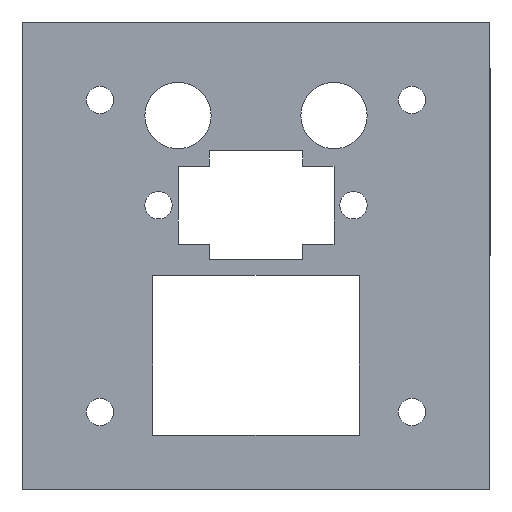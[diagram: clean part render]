
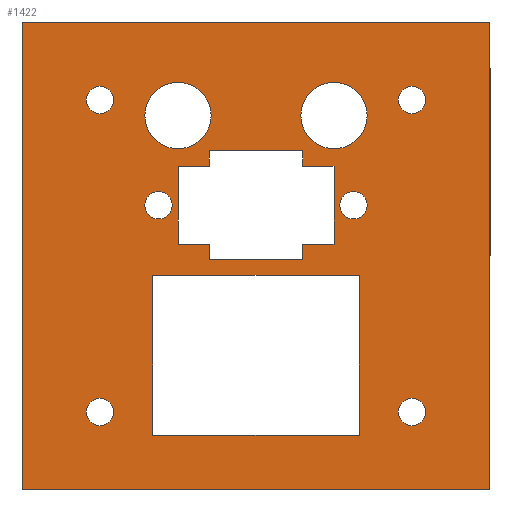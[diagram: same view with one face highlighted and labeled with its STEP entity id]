
A CAD part, front view. The second image highlights one B-rep face of the part: STEP entity #1422.
In plain terms, the highlighted planar face has unit normal (0, -1, 0).
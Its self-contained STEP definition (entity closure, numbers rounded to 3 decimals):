
#44=FACE_BOUND('',#283,.T.);
#45=FACE_BOUND('',#284,.T.);
#46=FACE_BOUND('',#285,.T.);
#47=FACE_BOUND('',#286,.T.);
#48=FACE_BOUND('',#287,.T.);
#49=FACE_BOUND('',#288,.T.);
#50=FACE_BOUND('',#289,.T.);
#51=FACE_BOUND('',#290,.T.);
#52=FACE_BOUND('',#291,.T.);
#53=FACE_BOUND('',#292,.T.);
#113=PLANE('',#1550);
#188=FACE_OUTER_BOUND('',#282,.T.);
#282=EDGE_LOOP('',(#1307,#1308,#1309,#1310));
#283=EDGE_LOOP('',(#1311));
#284=EDGE_LOOP('',(#1312));
#285=EDGE_LOOP('',(#1313));
#286=EDGE_LOOP('',(#1314));
#287=EDGE_LOOP('',(#1315));
#288=EDGE_LOOP('',(#1316));
#289=EDGE_LOOP('',(#1317));
#290=EDGE_LOOP('',(#1318));
#291=EDGE_LOOP('',(#1319,#1320,#1321,#1322,#1323,#1324,#1325,#1326,#1327,
#1328,#1329,#1330));
#292=EDGE_LOOP('',(#1331,#1332,#1333,#1334));
#377=LINE('',#2145,#531);
#381=LINE('',#2153,#535);
#384=LINE('',#2159,#538);
#387=LINE('',#2165,#541);
#390=LINE('',#2171,#544);
#393=LINE('',#2177,#547);
#396=LINE('',#2183,#550);
#399=LINE('',#2189,#553);
#402=LINE('',#2195,#556);
#405=LINE('',#2201,#559);
#408=LINE('',#2207,#562);
#411=LINE('',#2212,#565);
#418=LINE('',#2270,#572);
#421=LINE('',#2275,#575);
#424=LINE('',#2288,#578);
#428=LINE('',#2296,#582);
#431=LINE('',#2302,#585);
#434=LINE('',#2307,#588);
#445=LINE('',#2329,#599);
#446=LINE('',#2331,#600);
#531=VECTOR('',#1775,10.);
#535=VECTOR('',#1781,10.);
#538=VECTOR('',#1786,10.);
#541=VECTOR('',#1791,10.);
#544=VECTOR('',#1796,10.);
#547=VECTOR('',#1801,10.);
#550=VECTOR('',#1806,10.);
#553=VECTOR('',#1811,10.);
#556=VECTOR('',#1816,10.);
#559=VECTOR('',#1821,10.);
#562=VECTOR('',#1826,10.);
#565=VECTOR('',#1831,10.);
#572=VECTOR('',#1856,10.);
#575=VECTOR('',#1861,10.);
#578=VECTOR('',#1872,10.);
#582=VECTOR('',#1878,10.);
#585=VECTOR('',#1883,10.);
#588=VECTOR('',#1888,10.);
#599=VECTOR('',#1911,10.);
#600=VECTOR('',#1914,10.);
#602=CIRCLE('',#1448,1.75);
#604=CIRCLE('',#1451,1.75);
#606=CIRCLE('',#1454,1.75);
#608=CIRCLE('',#1457,1.75);
#610=CIRCLE('',#1460,4.25);
#612=CIRCLE('',#1463,4.25);
#622=CIRCLE('',#1510,1.75);
#624=CIRCLE('',#1513,1.75);
#632=VERTEX_POINT('',#1921);
#634=VERTEX_POINT('',#1927);
#636=VERTEX_POINT('',#1933);
#638=VERTEX_POINT('',#1939);
#640=VERTEX_POINT('',#1945);
#642=VERTEX_POINT('',#1951);
#700=VERTEX_POINT('',#2133);
#702=VERTEX_POINT('',#2139);
#703=VERTEX_POINT('',#2143);
#704=VERTEX_POINT('',#2144);
#707=VERTEX_POINT('',#2152);
#709=VERTEX_POINT('',#2158);
#711=VERTEX_POINT('',#2164);
#713=VERTEX_POINT('',#2170);
#715=VERTEX_POINT('',#2176);
#717=VERTEX_POINT('',#2182);
#719=VERTEX_POINT('',#2188);
#721=VERTEX_POINT('',#2194);
#723=VERTEX_POINT('',#2200);
#725=VERTEX_POINT('',#2206);
#739=VERTEX_POINT('',#2267);
#740=VERTEX_POINT('',#2269);
#741=VERTEX_POINT('',#2273);
#746=VERTEX_POINT('',#2286);
#747=VERTEX_POINT('',#2287);
#750=VERTEX_POINT('',#2295);
#752=VERTEX_POINT('',#2301);
#758=VERTEX_POINT('',#2327);
#761=EDGE_CURVE('',#632,#632,#602,.T.);
#764=EDGE_CURVE('',#634,#634,#604,.T.);
#767=EDGE_CURVE('',#636,#636,#606,.T.);
#770=EDGE_CURVE('',#638,#638,#608,.T.);
#773=EDGE_CURVE('',#640,#640,#610,.T.);
#776=EDGE_CURVE('',#642,#642,#612,.T.);
#863=EDGE_CURVE('',#700,#700,#622,.T.);
#866=EDGE_CURVE('',#702,#702,#624,.T.);
#867=EDGE_CURVE('',#703,#704,#377,.T.);
#871=EDGE_CURVE('',#704,#707,#381,.T.);
#874=EDGE_CURVE('',#707,#709,#384,.T.);
#877=EDGE_CURVE('',#709,#711,#387,.T.);
#880=EDGE_CURVE('',#711,#713,#390,.T.);
#883=EDGE_CURVE('',#713,#715,#393,.T.);
#886=EDGE_CURVE('',#715,#717,#396,.T.);
#889=EDGE_CURVE('',#717,#719,#399,.T.);
#892=EDGE_CURVE('',#719,#721,#402,.T.);
#895=EDGE_CURVE('',#721,#723,#405,.T.);
#898=EDGE_CURVE('',#723,#725,#408,.T.);
#901=EDGE_CURVE('',#725,#703,#411,.T.);
#920=EDGE_CURVE('',#739,#740,#418,.T.);
#923=EDGE_CURVE('',#741,#739,#421,.T.);
#928=EDGE_CURVE('',#746,#747,#424,.T.);
#932=EDGE_CURVE('',#747,#750,#428,.T.);
#935=EDGE_CURVE('',#750,#752,#431,.T.);
#938=EDGE_CURVE('',#752,#746,#434,.T.);
#949=EDGE_CURVE('',#758,#741,#445,.T.);
#950=EDGE_CURVE('',#740,#758,#446,.T.);
#1307=ORIENTED_EDGE('',*,*,#920,.F.);
#1308=ORIENTED_EDGE('',*,*,#923,.F.);
#1309=ORIENTED_EDGE('',*,*,#949,.F.);
#1310=ORIENTED_EDGE('',*,*,#950,.F.);
#1311=ORIENTED_EDGE('',*,*,#761,.T.);
#1312=ORIENTED_EDGE('',*,*,#764,.T.);
#1313=ORIENTED_EDGE('',*,*,#767,.T.);
#1314=ORIENTED_EDGE('',*,*,#770,.T.);
#1315=ORIENTED_EDGE('',*,*,#773,.T.);
#1316=ORIENTED_EDGE('',*,*,#776,.T.);
#1317=ORIENTED_EDGE('',*,*,#863,.T.);
#1318=ORIENTED_EDGE('',*,*,#866,.T.);
#1319=ORIENTED_EDGE('',*,*,#886,.T.);
#1320=ORIENTED_EDGE('',*,*,#889,.T.);
#1321=ORIENTED_EDGE('',*,*,#892,.T.);
#1322=ORIENTED_EDGE('',*,*,#895,.T.);
#1323=ORIENTED_EDGE('',*,*,#898,.T.);
#1324=ORIENTED_EDGE('',*,*,#901,.T.);
#1325=ORIENTED_EDGE('',*,*,#867,.T.);
#1326=ORIENTED_EDGE('',*,*,#871,.T.);
#1327=ORIENTED_EDGE('',*,*,#874,.T.);
#1328=ORIENTED_EDGE('',*,*,#877,.T.);
#1329=ORIENTED_EDGE('',*,*,#880,.T.);
#1330=ORIENTED_EDGE('',*,*,#883,.T.);
#1331=ORIENTED_EDGE('',*,*,#935,.T.);
#1332=ORIENTED_EDGE('',*,*,#938,.T.);
#1333=ORIENTED_EDGE('',*,*,#928,.T.);
#1334=ORIENTED_EDGE('',*,*,#932,.T.);
#1422=ADVANCED_FACE('',(#188,#44,#45,#46,#47,#48,#49,#50,#51,#52,#53),#113,
 .F.);
#1448=AXIS2_PLACEMENT_3D('',#1923,#1558,#1559);
#1451=AXIS2_PLACEMENT_3D('',#1929,#1565,#1566);
#1454=AXIS2_PLACEMENT_3D('',#1935,#1572,#1573);
#1457=AXIS2_PLACEMENT_3D('',#1941,#1579,#1580);
#1460=AXIS2_PLACEMENT_3D('',#1947,#1586,#1587);
#1463=AXIS2_PLACEMENT_3D('',#1953,#1593,#1594);
#1510=AXIS2_PLACEMENT_3D('',#2135,#1764,#1765);
#1513=AXIS2_PLACEMENT_3D('',#2141,#1771,#1772);
#1550=AXIS2_PLACEMENT_3D('',#2332,#1915,#1916);
#1558=DIRECTION('center_axis',(0.,1.,0.));
#1559=DIRECTION('ref_axis',(1.,0.,0.));
#1565=DIRECTION('center_axis',(0.,1.,0.));
#1566=DIRECTION('ref_axis',(1.,0.,0.));
#1572=DIRECTION('center_axis',(0.,1.,0.));
#1573=DIRECTION('ref_axis',(1.,0.,0.));
#1579=DIRECTION('center_axis',(0.,1.,0.));
#1580=DIRECTION('ref_axis',(1.,0.,0.));
#1586=DIRECTION('center_axis',(0.,1.,0.));
#1587=DIRECTION('ref_axis',(1.,0.,0.));
#1593=DIRECTION('center_axis',(0.,1.,0.));
#1594=DIRECTION('ref_axis',(1.,0.,0.));
#1764=DIRECTION('center_axis',(0.,1.,0.));
#1765=DIRECTION('ref_axis',(1.,0.,0.));
#1771=DIRECTION('center_axis',(0.,1.,0.));
#1772=DIRECTION('ref_axis',(1.,0.,0.));
#1775=DIRECTION('',(0.,0.,-1.));
#1781=DIRECTION('',(-1.,0.,0.));
#1786=DIRECTION('',(0.,0.,1.));
#1791=DIRECTION('',(-1.,0.,0.));
#1796=DIRECTION('',(0.,0.,1.));
#1801=DIRECTION('',(1.,0.,0.));
#1806=DIRECTION('',(0.,0.,1.));
#1811=DIRECTION('',(1.,0.,0.));
#1816=DIRECTION('',(0.,0.,-1.));
#1821=DIRECTION('',(1.,0.,0.));
#1826=DIRECTION('',(0.,0.,-1.));
#1831=DIRECTION('',(-1.,0.,0.));
#1856=DIRECTION('',(0.,0.,-1.));
#1861=DIRECTION('',(1.,0.,0.));
#1872=DIRECTION('',(0.,0.,1.));
#1878=DIRECTION('',(1.,0.,0.));
#1883=DIRECTION('',(0.,0.,-1.));
#1888=DIRECTION('',(-1.,0.,0.));
#1911=DIRECTION('',(0.,0.,1.));
#1914=DIRECTION('',(-1.,0.,0.));
#1915=DIRECTION('center_axis',(0.,1.,0.));
#1916=DIRECTION('ref_axis',(0.,0.,1.));
#1921=CARTESIAN_POINT('',(-21.75,0.,-20.));
#1923=CARTESIAN_POINT('Origin',(-20.,0.,-20.));
#1927=CARTESIAN_POINT('',(-21.75,0.,20.));
#1929=CARTESIAN_POINT('Origin',(-20.,0.,20.));
#1933=CARTESIAN_POINT('',(18.25,0.,-20.));
#1935=CARTESIAN_POINT('Origin',(20.,0.,-20.));
#1939=CARTESIAN_POINT('',(18.25,0.,20.));
#1941=CARTESIAN_POINT('Origin',(20.,0.,20.));
#1945=CARTESIAN_POINT('',(-14.25,0.,18.));
#1947=CARTESIAN_POINT('Origin',(-10.,0.,18.));
#1951=CARTESIAN_POINT('',(5.75,0.,18.));
#1953=CARTESIAN_POINT('Origin',(10.,0.,18.));
#2133=CARTESIAN_POINT('',(10.75,0.,6.5));
#2135=CARTESIAN_POINT('Origin',(12.5,0.,6.5));
#2139=CARTESIAN_POINT('',(-14.25,0.,6.5));
#2141=CARTESIAN_POINT('Origin',(-12.5,0.,6.5));
#2143=CARTESIAN_POINT('',(6.,0.,1.5));
#2144=CARTESIAN_POINT('',(6.,0.,-0.5));
#2145=CARTESIAN_POINT('',(6.,0.,-0.25));
#2152=CARTESIAN_POINT('',(-6.,0.,-0.5));
#2153=CARTESIAN_POINT('',(-3.,0.,-0.5));
#2158=CARTESIAN_POINT('',(-6.,0.,1.5));
#2159=CARTESIAN_POINT('',(-6.,0.,0.75));
#2164=CARTESIAN_POINT('',(-10.,0.,1.5));
#2165=CARTESIAN_POINT('',(-5.,0.,1.5));
#2170=CARTESIAN_POINT('',(-10.,0.,11.5));
#2171=CARTESIAN_POINT('',(-10.,0.,5.75));
#2176=CARTESIAN_POINT('',(-6.,0.,11.5));
#2177=CARTESIAN_POINT('',(-3.,0.,11.5));
#2182=CARTESIAN_POINT('',(-6.,0.,13.5));
#2183=CARTESIAN_POINT('',(-6.,0.,6.75));
#2188=CARTESIAN_POINT('',(6.,0.,13.5));
#2189=CARTESIAN_POINT('',(3.,0.,13.5));
#2194=CARTESIAN_POINT('',(6.,0.,11.5));
#2195=CARTESIAN_POINT('',(6.,0.,5.75));
#2200=CARTESIAN_POINT('',(10.,0.,11.5));
#2201=CARTESIAN_POINT('',(5.,0.,11.5));
#2206=CARTESIAN_POINT('',(10.,0.,1.5));
#2207=CARTESIAN_POINT('',(10.,0.,0.75));
#2212=CARTESIAN_POINT('',(3.,0.,1.5));
#2267=CARTESIAN_POINT('',(30.,0.,30.));
#2269=CARTESIAN_POINT('',(30.,0.,-30.));
#2270=CARTESIAN_POINT('',(30.,0.,30.));
#2273=CARTESIAN_POINT('',(-30.,0.,30.));
#2275=CARTESIAN_POINT('',(-30.,0.,30.));
#2286=CARTESIAN_POINT('',(-13.25,0.,-23.));
#2287=CARTESIAN_POINT('',(-13.25,0.,-2.5));
#2288=CARTESIAN_POINT('',(-13.25,0.,-1.25));
#2295=CARTESIAN_POINT('',(13.25,0.,-2.5));
#2296=CARTESIAN_POINT('',(6.625,0.,-2.5));
#2301=CARTESIAN_POINT('',(13.25,0.,-23.));
#2302=CARTESIAN_POINT('',(13.25,0.,-11.5));
#2307=CARTESIAN_POINT('',(-6.625,0.,-23.));
#2327=CARTESIAN_POINT('',(-30.,0.,-30.));
#2329=CARTESIAN_POINT('',(-30.,0.,-30.));
#2331=CARTESIAN_POINT('',(30.,0.,-30.));
#2332=CARTESIAN_POINT('Origin',(0.,0.,0.));
